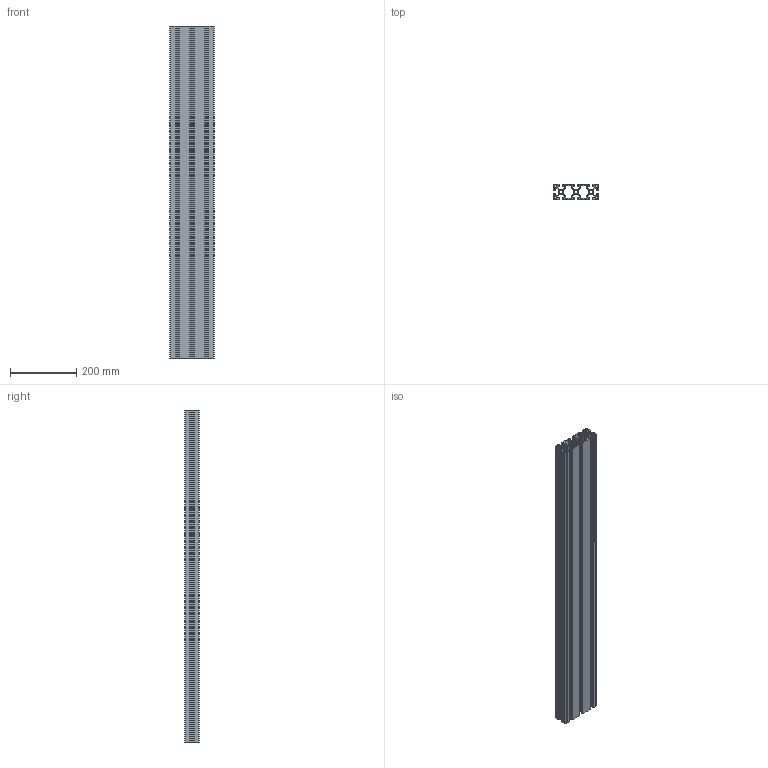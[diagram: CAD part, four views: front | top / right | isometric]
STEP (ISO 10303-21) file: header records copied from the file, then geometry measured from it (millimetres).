
FILE_DESCRIPTION (( 'STEP AP203' ), '1' );
FILE_NAME ('45 x 135 SÝGMA PROFÝL.STEP', '2015-12-04T11:33:02', ( '' ), ( '' ), 'SwSTEP 2.0', 'SolidWorks 2015', '' );
FILE_SCHEMA (( 'CONFIG_CONTROL_DESIGN' ));
Length unit declared in the file: millimetre
Products named in the file (1): 45 x 135 SÝGMA PROFÝL
Bounding box: 135 x 45 x 1000 mm (x, y, z)
Volume: 1844591.3 mm3; surface area: 1293690.2 mm2
Topology: 1 solids, 1 shells, 505 faces, 1509 edges, 1006 vertices
Faces by surface type: plane 266, cylinder 239
Entity records: 17214 total; most frequent: CARTESIAN_POINT 3021, ORIENTED_EDGE 3018, DIRECTION 2999, EDGE_CURVE 1509, VECTOR 1031, LINE 1031, VERTEX_POINT 1006, AXIS2_PLACEMENT_3D 984
